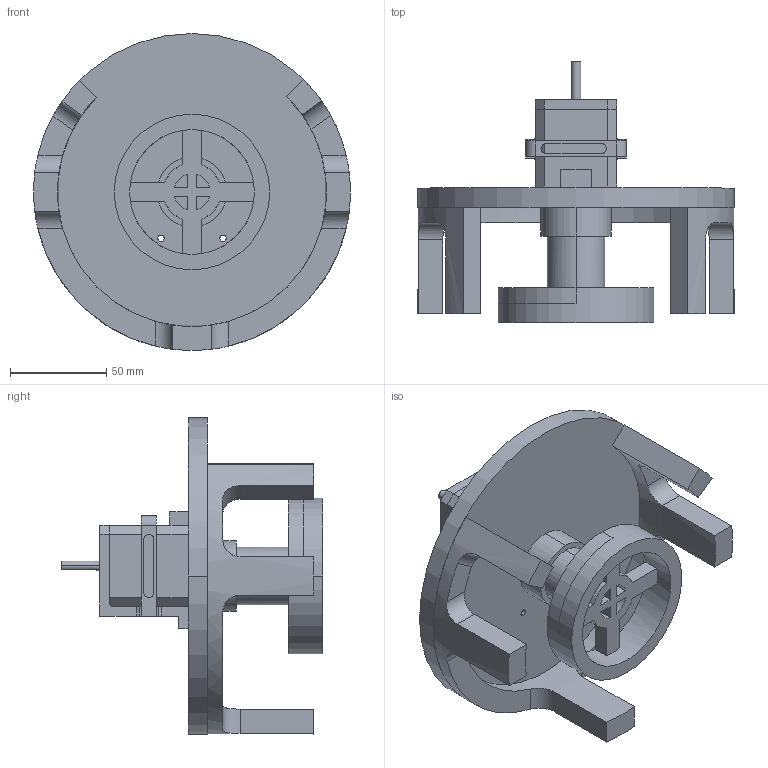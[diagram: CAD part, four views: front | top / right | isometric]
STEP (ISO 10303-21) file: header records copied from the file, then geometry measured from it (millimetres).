
FILE_DESCRIPTION((''),'2;1');
FILE_NAME('BASE_RING_SHOULDER_ASM','2020-12-29T20:03:04',('TINH LE'),(''),'CREO PARAMETRIC BY PTC INC, 2020154','CREO PARAMETRIC BY PTC INC, 2020154','');
FILE_SCHEMA(('CONFIG_CONTROL_DESIGN'));
Length unit declared in the file: millimetre
Products named in the file (8): BASE_SUPPORT; SHOULDER_BASE_SUPPORT_CONNECTOR; SHOULDER_PLATFORM; BASE_RING_SUPPORT; SHOULDER_MOTOR_ATTACH; NEMA_17_STEPPER_MOTOR_; PIVOT_MOTOR_HOOK; BASE_RING_SHOULDER_ASM
Assembly tree (7 placements, depth 2):
  BASE_RING_SHOULDER_ASM
    BASE_SUPPORT
    SHOULDER_BASE_SUPPORT_CONNECTOR
    SHOULDER_PLATFORM
    BASE_RING_SUPPORT
    SHOULDER_MOTOR_ATTACH
    NEMA_17_STEPPER_MOTOR_
    PIVOT_MOTOR_HOOK
Bounding box: 165 x 136 x 165 mm (x, y, z)
Volume: 466650.1 mm3; surface area: 129581.7 mm2
Topology: 7 solids, 7 shells, 202 faces, 559 edges, 374 vertices
Faces by surface type: plane 113, cylinder 89
Entity records: 6991 total; most frequent: CARTESIAN_POINT 1358, DIRECTION 1175, ORIENTED_EDGE 1118, EDGE_CURVE 559, AXIS2_PLACEMENT_3D 415, VERTEX_POINT 374, VECTOR 345, LINE 345
